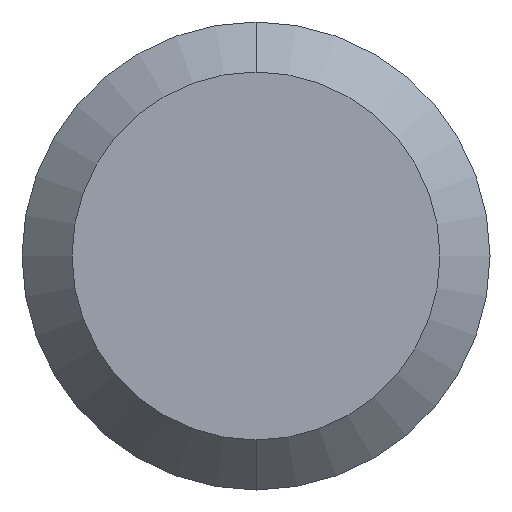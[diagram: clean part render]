
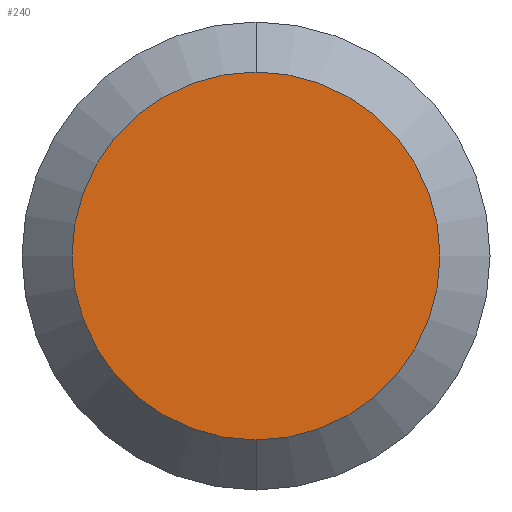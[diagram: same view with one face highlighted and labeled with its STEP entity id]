
A CAD part, front view. The second image highlights one B-rep face of the part: STEP entity #240.
In plain terms, the highlighted planar face has unit normal (0, -1, 0).
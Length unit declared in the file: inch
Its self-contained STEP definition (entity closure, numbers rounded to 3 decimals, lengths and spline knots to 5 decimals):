
#1 = ORIENTED_EDGE ( 'NONE', *, *, #238, .T. ) ;
#10 = DIRECTION ( 'NONE',  ( 0., 0., 1. ) ) ;
#11 = DIRECTION ( 'NONE',  ( 0., -1., 0. ) ) ;
#52 = DIRECTION ( 'NONE',  ( 0., 1., 0. ) ) ;
#55 = CARTESIAN_POINT ( 'NONE',  ( 0., 0., 0. ) ) ;
#63 = CARTESIAN_POINT ( 'NONE',  ( 0., 0., 0.0736 ) ) ;
#70 = EDGE_CURVE ( 'NONE', #177, #122, #258, .T. ) ;
#87 = DIRECTION ( 'NONE',  ( 0., 0., 1. ) ) ;
#94 = CARTESIAN_POINT ( 'NONE',  ( 0., 0., -0.0736 ) ) ;
#117 = AXIS2_PLACEMENT_3D ( 'NONE', #55, #52, #10 ) ;
#122 = VERTEX_POINT ( 'NONE', #94 ) ;
#131 = AXIS2_PLACEMENT_3D ( 'NONE', #249, #11, #211 ) ;
#142 = CARTESIAN_POINT ( 'NONE',  ( 0., 0., 0. ) ) ;
#159 = PLANE ( 'NONE',  #117 ) ;
#177 = VERTEX_POINT ( 'NONE', #63 ) ;
#183 = EDGE_LOOP ( 'NONE', ( #266, #1 ) ) ;
#198 = CIRCLE ( 'NONE', #131, 0.0736 ) ;
#211 = DIRECTION ( 'NONE',  ( 0., 0., 1. ) ) ;
#214 = AXIS2_PLACEMENT_3D ( 'NONE', #142, #235, #87 ) ;
#235 = DIRECTION ( 'NONE',  ( 0., -1., 0. ) ) ;
#238 = EDGE_CURVE ( 'NONE', #122, #177, #198, .T. ) ;
#240 = ADVANCED_FACE ( 'NONE', ( #247 ), #159, .F. ) ;
#247 = FACE_OUTER_BOUND ( 'NONE', #183, .T. ) ;
#249 = CARTESIAN_POINT ( 'NONE',  ( 0., 0., 0. ) ) ;
#258 = CIRCLE ( 'NONE', #214, 0.0736 ) ;
#266 = ORIENTED_EDGE ( 'NONE', *, *, #70, .T. ) ;
